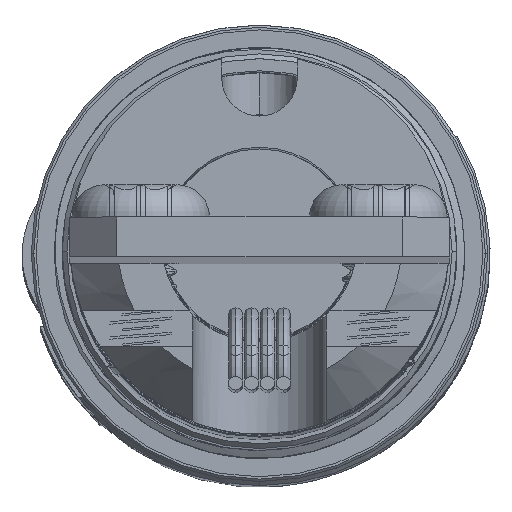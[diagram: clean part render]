
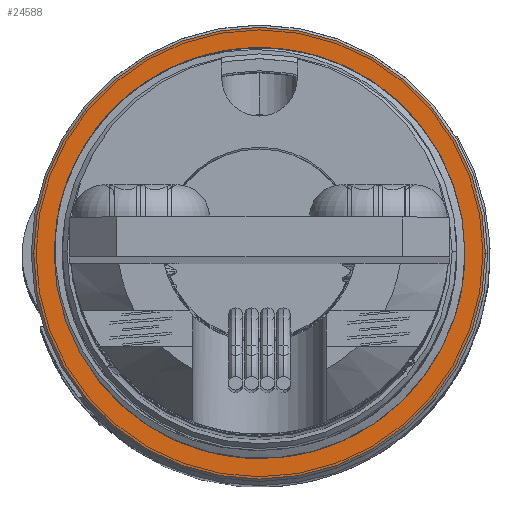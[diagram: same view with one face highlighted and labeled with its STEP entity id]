
A CAD part, top view. The second image highlights one B-rep face of the part: STEP entity #24588.
In plain terms, the highlighted face is planar.
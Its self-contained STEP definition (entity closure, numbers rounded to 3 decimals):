
#3536 = CIRCLE ( 'NONE', #30152, 4.75 ) ;
#3555 = CIRCLE ( 'NONE', #30167, 4.15 ) ;
#3636 = CIRCLE ( 'NONE', #30192, 4.75 ) ;
#3637 = CIRCLE ( 'NONE', #30193, 4.15 ) ;
#5349 = CARTESIAN_POINT ( 'NONE',  ( 0., 0., 30.5 ) ) ;
#5350 = DIRECTION ( 'NONE',  ( 0., 0., -1. ) ) ;
#5351 = DIRECTION ( 'NONE',  ( -1., 0., 0. ) ) ;
#5396 = CARTESIAN_POINT ( 'NONE',  ( 0., 0., 30.5 ) ) ;
#5397 = DIRECTION ( 'NONE',  ( 0., 0., 1. ) ) ;
#5398 = DIRECTION ( 'NONE',  ( -1., 0., 0. ) ) ;
#5738 = CARTESIAN_POINT ( 'NONE',  ( 0., 0., 30.5 ) ) ;
#5739 = DIRECTION ( 'NONE',  ( 0., 0., -1. ) ) ;
#5740 = DIRECTION ( 'NONE',  ( -1., 0., 0. ) ) ;
#5743 = CARTESIAN_POINT ( 'NONE',  ( 0., 0., 30.5 ) ) ;
#5744 = DIRECTION ( 'NONE',  ( 0., 0., 1. ) ) ;
#5745 = DIRECTION ( 'NONE',  ( -1., 0., 0. ) ) ;
#11107 = FACE_OUTER_BOUND ( 'NONE', #14560, .T. ) ;
#11110 = FACE_BOUND ( 'NONE', #24753, .T. ) ;
#11934 = CARTESIAN_POINT ( 'NONE',  ( 0., 4.8, 30.5 ) ) ;
#11942 = PLANE ( 'NONE',  #30616 ) ;
#11944 = DIRECTION ( 'NONE',  ( 0., 0., -1. ) ) ;
#11945 = DIRECTION ( 'NONE',  ( -1., 0., 0. ) ) ;
#14560 = EDGE_LOOP ( 'NONE', ( #26387, #26388 ) ) ;
#14591 = VERTEX_POINT ( 'NONE', #21650 ) ;
#14651 = VERTEX_POINT ( 'NONE', #21695 ) ;
#14661 = VERTEX_POINT ( 'NONE', #21698 ) ;
#14672 = VERTEX_POINT ( 'NONE', #31855 ) ;
#21650 = CARTESIAN_POINT ( 'NONE',  ( 4.75, 0., 30.5 ) ) ;
#21695 = CARTESIAN_POINT ( 'NONE',  ( -4.15, 0., 30.5 ) ) ;
#21698 = CARTESIAN_POINT ( 'NONE',  ( 4.15, 0., 30.5 ) ) ;
#23027 = EDGE_CURVE ( 'NONE', #14672, #14591, #3536, .T. ) ;
#23044 = EDGE_CURVE ( 'NONE', #14651, #14661, #3555, .T. ) ;
#23120 = EDGE_CURVE ( 'NONE', #14591, #14672, #3636, .T. ) ;
#23121 = EDGE_CURVE ( 'NONE', #14661, #14651, #3637, .T. ) ;
#24588 = ADVANCED_FACE ( 'NONE', ( #11107, #11110 ), #11942, .T. ) ;
#24753 = EDGE_LOOP ( 'NONE', ( #26389, #26390 ) ) ;
#26387 = ORIENTED_EDGE ( 'NONE', *, *, #23120, .T. ) ;
#26388 = ORIENTED_EDGE ( 'NONE', *, *, #23027, .T. ) ;
#26389 = ORIENTED_EDGE ( 'NONE', *, *, #23044, .T. ) ;
#26390 = ORIENTED_EDGE ( 'NONE', *, *, #23121, .T. ) ;
#30152 = AXIS2_PLACEMENT_3D ( 'NONE', #5349, #5350, #5351 ) ;
#30167 = AXIS2_PLACEMENT_3D ( 'NONE', #5396, #5397, #5398 ) ;
#30192 = AXIS2_PLACEMENT_3D ( 'NONE', #5738, #5739, #5740 ) ;
#30193 = AXIS2_PLACEMENT_3D ( 'NONE', #5743, #5744, #5745 ) ;
#30616 = AXIS2_PLACEMENT_3D ( 'NONE', #11934, #11944, #11945 ) ;
#31855 = CARTESIAN_POINT ( 'NONE',  ( -4.75, 0., 30.5 ) ) ;
